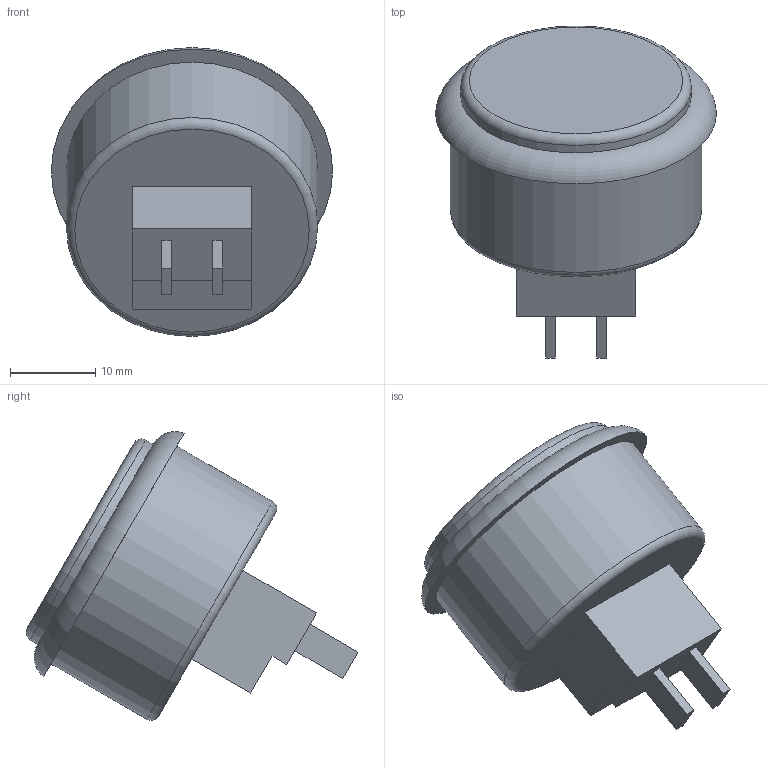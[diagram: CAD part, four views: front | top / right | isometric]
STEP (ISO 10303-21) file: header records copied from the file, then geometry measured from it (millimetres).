
FILE_DESCRIPTION(/* description */ ('','CAx-IF Rec.Pracs.---Representation and Presentation of Product Manufacturing Information (PMI)---4.0---2014-10-13'),/* implementation_level */ '2;1');
FILE_NAME(/* name */ 'sanwa button v5.step',/* time_stamp */ '2025-01-03T17:31:30+02:00',/* author */ (''),/* organization */ (''),/* preprocessor_version */ 'ST-DEVELOPER v20',/* originating_system */ 'Autodesk Translation Framework v13.20.0.188',/* authorisation */ '');
FILE_SCHEMA (('AP242_MANAGED_MODEL_BASED_3D_ENGINEERING_MIM_LF { 1 0 10303 442 1 1 4 }'));
Length unit declared in the file: millimetre
Products named in the file (1): sanwa button
Bounding box: 33 x 38.95 x 33.88 mm (x, y, z)
Volume: 14234.3 mm3; surface area: 3850.2 mm2
Topology: 1 solids, 1 shells, 25 faces, 56 edges, 37 vertices
Faces by surface type: plane 20, torus 3, cylinder 2
Full cylindrical faces by diameter (mm): 27.084 x1, 29.5 x1
Entity records: 766 total; most frequent: DIRECTION 120, CARTESIAN_POINT 119, ORIENTED_EDGE 112, EDGE_CURVE 56, LINE 44, VECTOR 44, AXIS2_PLACEMENT_3D 38, VERTEX_POINT 37
